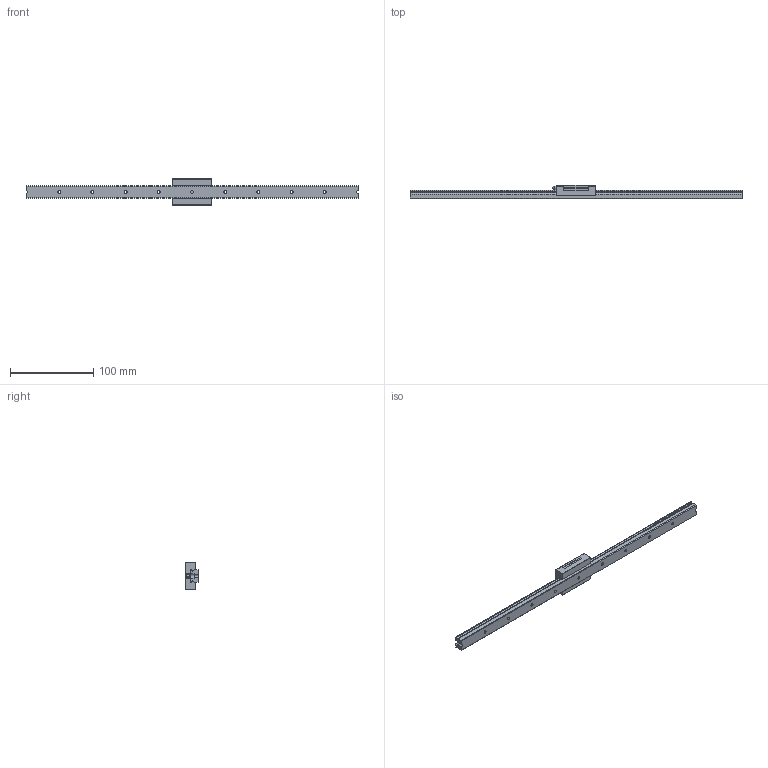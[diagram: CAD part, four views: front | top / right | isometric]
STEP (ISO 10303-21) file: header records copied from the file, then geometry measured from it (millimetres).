
FILE_DESCRIPTION (( 'STEP AP214' ), '1' );
FILE_NAME ('1752521381933.step', '2025-07-14T19:24:38', ( 'EC2' ), ( 'Amazon.com' ), 'FaSTEP 2.0', 'Forface 3D 2020', '' );
FILE_SCHEMA (( 'AUTOMOTIVE_DESIGN' ));
Length unit declared in the file: millimetre
Products named in the file (3): ??^1752521381933; 1752521381933
Assembly tree (2 placements, depth 2):
  1752521381933
    ??^1752521381933
    ??^1752521381933
Bounding box: 400 x 16 x 32 mm (x, y, z)
Volume: 69180.5 mm3; surface area: 28105.4 mm2
Topology: 2 solids, 2 shells, 169 faces, 458 edges, 297 vertices
Faces by surface type: cylinder 87, plane 72, cone 8, sphere 2
Entity records: 5428 total; most frequent: DIRECTION 972, CARTESIAN_POINT 915, ORIENTED_EDGE 892, EDGE_CURVE 446, AXIS2_PLACEMENT_3D 352, VERTEX_POINT 295, VECTOR 268, LINE 268
